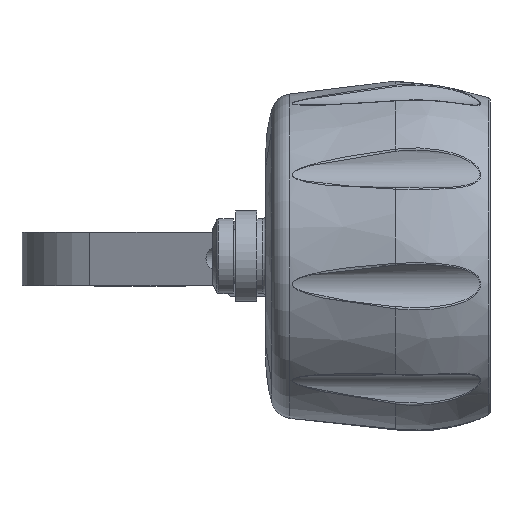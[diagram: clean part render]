
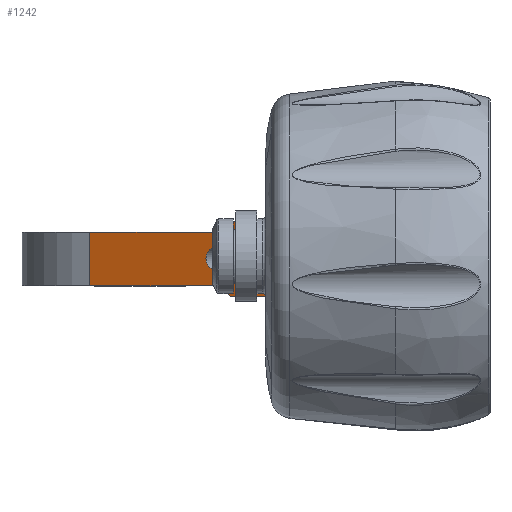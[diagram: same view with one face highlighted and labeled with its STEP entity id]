
A CAD part, top view. The second image highlights one B-rep face of the part: STEP entity #1242.
In plain terms, the highlighted planar face has unit normal (-0.423, 0, 0.906).
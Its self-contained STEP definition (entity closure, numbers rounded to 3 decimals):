
#544=LINE('',#8202,#807);
#549=LINE('',#8218,#812);
#585=LINE('',#8349,#848);
#590=LINE('',#8365,#853);
#609=LINE('',#8435,#872);
#619=LINE('',#8453,#882);
#625=LINE('',#8465,#888);
#632=LINE('',#8478,#895);
#691=LINE('',#8625,#954);
#695=LINE('',#8633,#958);
#697=LINE('',#8637,#960);
#698=LINE('',#8639,#961);
#699=LINE('',#8641,#962);
#700=LINE('',#8645,#963);
#701=LINE('',#8649,#964);
#702=LINE('',#8651,#965);
#703=LINE('',#8653,#966);
#704=LINE('',#8654,#967);
#705=LINE('',#8655,#968);
#706=LINE('',#8659,#969);
#807=VECTOR('',#4626,1.);
#812=VECTOR('',#4637,1.);
#848=VECTOR('',#4733,1.);
#853=VECTOR('',#4744,1.);
#872=VECTOR('',#4797,1.);
#882=VECTOR('',#4817,1.);
#888=VECTOR('',#4827,1.);
#895=VECTOR('',#4844,1.);
#954=VECTOR('',#5033,1.);
#958=VECTOR('',#5039,1.);
#960=VECTOR('',#5043,1.);
#961=VECTOR('',#5044,1.);
#962=VECTOR('',#5045,1.);
#963=VECTOR('',#5048,1.);
#964=VECTOR('',#5051,1.);
#965=VECTOR('',#5052,1.);
#966=VECTOR('',#5053,1.);
#967=VECTOR('',#5054,1.);
#968=VECTOR('',#5055,1.);
#969=VECTOR('',#5058,1.);
#1242=ADVANCED_FACE('',(#1367,#1368),#1325,.T.);
#1325=PLANE('',#4092);
#1367=FACE_BOUND('',#1589,.T.);
#1368=FACE_BOUND('',#1590,.T.);
#1589=EDGE_LOOP('',(#2562,#2563,#2564,#2565,#2566,#2567,#2568,#2569,#2570,
#2571,#2572,#2573));
#1590=EDGE_LOOP('',(#2574,#2575,#2576,#2577,#2578,#2579,#2580,#2581,#2582,
#2583,#2584,#2585));
#2562=ORIENTED_EDGE('',*,*,#3519,.T.);
#2563=ORIENTED_EDGE('',*,*,#3520,.T.);
#2564=ORIENTED_EDGE('',*,*,#3521,.T.);
#2565=ORIENTED_EDGE('',*,*,#3522,.T.);
#2566=ORIENTED_EDGE('',*,*,#3523,.F.);
#2567=ORIENTED_EDGE('',*,*,#3524,.T.);
#2568=ORIENTED_EDGE('',*,*,#3525,.F.);
#2569=ORIENTED_EDGE('',*,*,#3526,.F.);
#2570=ORIENTED_EDGE('',*,*,#3527,.T.);
#2571=ORIENTED_EDGE('',*,*,#3424,.T.);
#2572=ORIENTED_EDGE('',*,*,#3528,.T.);
#2573=ORIENTED_EDGE('',*,*,#3442,.F.);
#2574=ORIENTED_EDGE('',*,*,#3389,.F.);
#2575=ORIENTED_EDGE('',*,*,#3435,.T.);
#2576=ORIENTED_EDGE('',*,*,#3308,.T.);
#2577=ORIENTED_EDGE('',*,*,#3529,.F.);
#2578=ORIENTED_EDGE('',*,*,#3530,.F.);
#2579=ORIENTED_EDGE('',*,*,#3531,.T.);
#2580=ORIENTED_EDGE('',*,*,#3316,.T.);
#2581=ORIENTED_EDGE('',*,*,#3450,.F.);
#2582=ORIENTED_EDGE('',*,*,#3381,.F.);
#2583=ORIENTED_EDGE('',*,*,#3513,.T.);
#2584=ORIENTED_EDGE('',*,*,#3532,.F.);
#2585=ORIENTED_EDGE('',*,*,#3517,.F.);
#2869=VERTEX_POINT('',#8201);
#2870=VERTEX_POINT('',#8203);
#2877=VERTEX_POINT('',#8217);
#2878=VERTEX_POINT('',#8219);
#2942=VERTEX_POINT('',#8348);
#2943=VERTEX_POINT('',#8350);
#2950=VERTEX_POINT('',#8364);
#2951=VERTEX_POINT('',#8366);
#2984=VERTEX_POINT('',#8434);
#2985=VERTEX_POINT('',#8436);
#2991=VERTEX_POINT('',#8464);
#2992=VERTEX_POINT('',#8466);
#2999=VERTEX_POINT('',#8626);
#3002=VERTEX_POINT('',#8634);
#3003=VERTEX_POINT('',#8638);
#3004=VERTEX_POINT('',#8640);
#3005=VERTEX_POINT('',#8642);
#3006=VERTEX_POINT('',#8644);
#3007=VERTEX_POINT('',#8646);
#3008=VERTEX_POINT('',#8648);
#3009=VERTEX_POINT('',#8650);
#3010=VERTEX_POINT('',#8652);
#3011=VERTEX_POINT('',#8656);
#3012=VERTEX_POINT('',#8658);
#3308=EDGE_CURVE('',#2870,#2869,#544,.T.);
#3316=EDGE_CURVE('',#2878,#2877,#549,.T.);
#3381=EDGE_CURVE('',#2942,#2943,#585,.T.);
#3389=EDGE_CURVE('',#2950,#2951,#590,.T.);
#3424=EDGE_CURVE('',#2985,#2984,#609,.T.);
#3435=EDGE_CURVE('',#2950,#2870,#619,.T.);
#3442=EDGE_CURVE('',#2991,#2992,#625,.T.);
#3450=EDGE_CURVE('',#2943,#2877,#632,.T.);
#3513=EDGE_CURVE('',#2942,#2999,#691,.T.);
#3517=EDGE_CURVE('',#2951,#3002,#695,.T.);
#3519=EDGE_CURVE('',#2991,#3003,#697,.T.);
#3520=EDGE_CURVE('',#3003,#3004,#698,.T.);
#3521=EDGE_CURVE('',#3004,#3005,#699,.T.);
#3522=EDGE_CURVE('',#3005,#3006,#3732,.T.);
#3523=EDGE_CURVE('',#3007,#3006,#700,.T.);
#3524=EDGE_CURVE('',#3007,#3008,#3733,.T.);
#3525=EDGE_CURVE('',#3009,#3008,#701,.T.);
#3526=EDGE_CURVE('',#3010,#3009,#702,.T.);
#3527=EDGE_CURVE('',#3010,#2985,#703,.T.);
#3528=EDGE_CURVE('',#2984,#2992,#704,.T.);
#3529=EDGE_CURVE('',#3011,#2869,#705,.T.);
#3530=EDGE_CURVE('',#3012,#3011,#3734,.T.);
#3531=EDGE_CURVE('',#3012,#2878,#706,.T.);
#3532=EDGE_CURVE('',#3002,#2999,#3735,.T.);
#3732=CIRCLE('',#4088,2.);
#3733=CIRCLE('',#4089,2.);
#3734=CIRCLE('',#4090,1.1);
#3735=CIRCLE('',#4091,1.1);
#4088=AXIS2_PLACEMENT_3D('',#8643,#5046,#5047);
#4089=AXIS2_PLACEMENT_3D('',#8647,#5049,#5050);
#4090=AXIS2_PLACEMENT_3D('',#8657,#5056,#5057);
#4091=AXIS2_PLACEMENT_3D('',#8660,#5059,#5060);
#4092=AXIS2_PLACEMENT_3D('',#8661,#5061,#5062);
#4626=DIRECTION('',(0.,-1.,0.));
#4637=DIRECTION('',(0.,-1.,0.));
#4733=DIRECTION('',(0.,-1.,0.));
#4744=DIRECTION('',(0.,-1.,0.));
#4797=DIRECTION('',(-0.906,0.,-0.423));
#4817=DIRECTION('',(0.906,0.,0.423));
#4827=DIRECTION('',(-0.906,0.,-0.423));
#4844=DIRECTION('',(0.906,0.,0.423));
#5033=DIRECTION('',(-0.906,0.,-0.423));
#5039=DIRECTION('',(-0.906,0.,-0.423));
#5043=DIRECTION('',(0.,-1.,0.));
#5044=DIRECTION('',(0.641,-0.707,0.299));
#5045=DIRECTION('',(0.906,0.,0.423));
#5046=DIRECTION('',(-0.423,0.,0.906));
#5047=DIRECTION('',(-0.906,0.,-0.423));
#5048=DIRECTION('',(0.,-1.,0.));
#5049=DIRECTION('',(-0.423,0.,0.906));
#5050=DIRECTION('',(-0.906,0.,-0.423));
#5051=DIRECTION('',(0.906,0.,0.423));
#5052=DIRECTION('',(0.,1.,0.));
#5053=DIRECTION('',(-0.641,-0.707,-0.299));
#5054=DIRECTION('',(0.,-1.,0.));
#5055=DIRECTION('',(-0.906,0.,-0.423));
#5056=DIRECTION('',(-0.423,0.,0.906));
#5057=DIRECTION('',(-0.906,0.,-0.423));
#5058=DIRECTION('',(-0.906,0.,-0.423));
#5059=DIRECTION('',(-0.423,0.,0.906));
#5060=DIRECTION('',(-0.906,0.,-0.423));
#5061=DIRECTION('',(-0.423,0.,0.906));
#5062=DIRECTION('',(-0.906,0.,-0.423));
#8201=CARTESIAN_POINT('',(-21.8,1.1,-136.733));
#8202=CARTESIAN_POINT('',(-21.8,0.,-136.733));
#8203=CARTESIAN_POINT('',(-21.8,2.5,-136.733));
#8217=CARTESIAN_POINT('',(-21.8,-2.5,-136.733));
#8218=CARTESIAN_POINT('',(-21.8,0.,-136.733));
#8219=CARTESIAN_POINT('',(-21.8,-1.1,-136.733));
#8348=CARTESIAN_POINT('',(-23.8,-1.1,-137.666));
#8349=CARTESIAN_POINT('',(-23.8,0.,-137.666));
#8350=CARTESIAN_POINT('',(-23.8,-2.5,-137.666));
#8364=CARTESIAN_POINT('',(-23.8,2.5,-137.666));
#8365=CARTESIAN_POINT('',(-23.8,0.,-137.666));
#8366=CARTESIAN_POINT('',(-23.8,1.1,-137.666));
#8434=CARTESIAN_POINT('',(-37.449,2.5,-144.031));
#8435=CARTESIAN_POINT('',(-17.51,2.5,-134.733));
#8436=CARTESIAN_POINT('',(-25.214,2.5,-138.325));
#8453=CARTESIAN_POINT('',(26.213,2.5,-114.344));
#8464=CARTESIAN_POINT('',(-24.76,-2.5,-138.114));
#8465=CARTESIAN_POINT('',(-17.51,-2.5,-134.733));
#8466=CARTESIAN_POINT('',(-37.449,-2.5,-144.031));
#8478=CARTESIAN_POINT('',(26.213,-2.5,-114.344));
#8625=CARTESIAN_POINT('',(-22.948,-1.1,-137.269));
#8626=CARTESIAN_POINT('',(-25.576,-1.1,-138.494));
#8633=CARTESIAN_POINT('',(-22.948,1.1,-137.269));
#8634=CARTESIAN_POINT('',(-25.576,1.1,-138.494));
#8637=CARTESIAN_POINT('',(-24.76,-3.5,-138.114));
#8638=CARTESIAN_POINT('',(-24.76,-3.,-138.114));
#8639=CARTESIAN_POINT('',(-23.628,-4.25,-137.586));
#8640=CARTESIAN_POINT('',(-24.307,-3.5,-137.903));
#8641=CARTESIAN_POINT('',(-24.76,-3.5,-138.114));
#8642=CARTESIAN_POINT('',(-19.323,-3.5,-135.578));
#8643=CARTESIAN_POINT('',(-19.323,-1.5,-135.578));
#8644=CARTESIAN_POINT('',(-17.51,-1.5,-134.733));
#8645=CARTESIAN_POINT('',(-17.51,2.5,-134.733));
#8646=CARTESIAN_POINT('',(-17.51,1.5,-134.733));
#8647=CARTESIAN_POINT('',(-19.323,1.5,-135.578));
#8648=CARTESIAN_POINT('',(-19.323,3.5,-135.578));
#8649=CARTESIAN_POINT('',(-24.76,3.5,-138.114));
#8650=CARTESIAN_POINT('',(-24.76,3.5,-138.114));
#8651=CARTESIAN_POINT('',(-24.76,3.5,-138.114));
#8652=CARTESIAN_POINT('',(-24.76,3.,-138.114));
#8653=CARTESIAN_POINT('',(-24.76,3.,-138.114));
#8654=CARTESIAN_POINT('',(-37.449,2.5,-144.031));
#8655=CARTESIAN_POINT('',(-22.948,1.1,-137.269));
#8656=CARTESIAN_POINT('',(-20.32,1.1,-136.043));
#8657=CARTESIAN_POINT('',(-20.32,0.,-136.043));
#8658=CARTESIAN_POINT('',(-20.32,-1.1,-136.043));
#8659=CARTESIAN_POINT('',(-22.948,-1.1,-137.269));
#8660=CARTESIAN_POINT('',(-25.576,0.,-138.494));
#8661=CARTESIAN_POINT('',(-17.51,2.5,-134.733));
